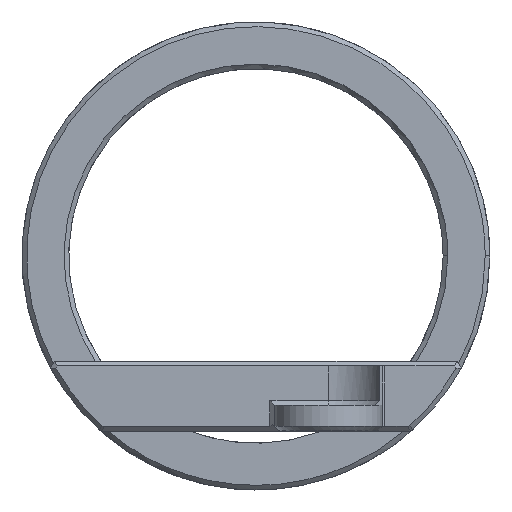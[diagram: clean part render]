
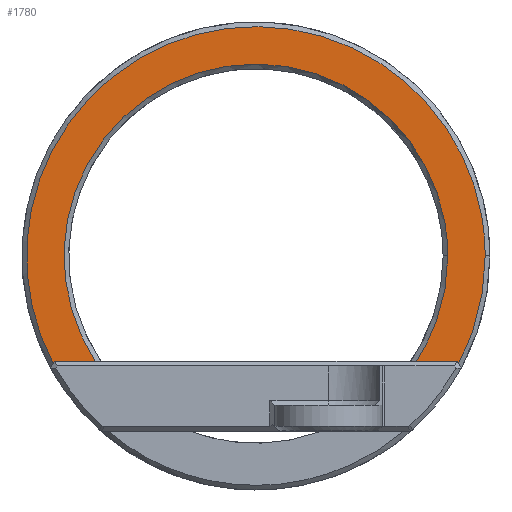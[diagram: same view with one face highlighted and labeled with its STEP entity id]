
A CAD part, top view. The second image highlights one B-rep face of the part: STEP entity #1780.
In plain terms, the highlighted free-form (B-spline) face has degree [1, 1] with [2, 2] control points.
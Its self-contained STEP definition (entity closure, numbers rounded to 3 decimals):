
#380 = VERTEX_POINT('',#381);
#381 = CARTESIAN_POINT('',(52.918,-28.093,
    8.559));
#405 = VERTEX_POINT('',#406);
#406 = CARTESIAN_POINT('',(59.913,0.,
    8.559));
#411 = EDGE_CURVE('',#405,#380,#412,.T.);
#412 = ( BOUNDED_CURVE() B_SPLINE_CURVE(2,(#413,#414,#415,#416,#417),
.UNSPECIFIED.,.F.,.F.) B_SPLINE_CURVE_WITH_KNOTS((3,2,3),(
    178.447,201.818,202.356),.UNSPECIFIED.) 
CURVE() GEOMETRIC_REPRESENTATION_ITEM() RATIONAL_B_SPLINE_CURVE((1.,
0.972,1.,1.,1.)) REPRESENTATION_ITEM('') );
#413 = CARTESIAN_POINT('',(59.913,0.,
    8.559));
#414 = CARTESIAN_POINT('',(59.913,-14.569,
    8.559));
#415 = CARTESIAN_POINT('',(53.223,-27.511,
    8.559));
#416 = CARTESIAN_POINT('',(53.072,-27.803,
    8.559));
#417 = CARTESIAN_POINT('',(52.918,-28.093,
    8.559));
#430 = VERTEX_POINT('',#431);
#431 = CARTESIAN_POINT('',(-52.918,-28.093,
    8.559));
#440 = EDGE_CURVE('',#430,#405,#441,.T.);
#441 = ( BOUNDED_CURVE() B_SPLINE_CURVE(2,(#442,#443,#444,#445,#446,#447
    ,#448,#449,#450,#451,#452),.UNSPECIFIED.,.F.,.F.) 
B_SPLINE_CURVE_WITH_KNOTS((3,2,2,2,2,3),(0.595,1.133,
    45.04,89.503,133.966,178.428),
.UNSPECIFIED.) CURVE() GEOMETRIC_REPRESENTATION_ITEM() 
RATIONAL_B_SPLINE_CURVE((1.,1.,1.,0.901,1.,
    0.899,1.,0.899,1.,0.899,1.)) 
REPRESENTATION_ITEM('') );
#442 = CARTESIAN_POINT('',(-52.918,-28.093,
    8.559));
#443 = CARTESIAN_POINT('',(-53.072,-27.803,
    8.559));
#444 = CARTESIAN_POINT('',(-53.223,-27.511,
    8.559));
#445 = CARTESIAN_POINT('',(-66.452,-1.918,8.559
    ));
#446 = CARTESIAN_POINT('',(-54.721,24.395,
    8.559));
#447 = CARTESIAN_POINT('',(-42.825,51.079,
    8.559));
#448 = CARTESIAN_POINT('',(-14.475,58.138,
    8.559));
#449 = CARTESIAN_POINT('',(13.875,65.196,
    8.559));
#450 = CARTESIAN_POINT('',(36.894,47.206,8.559
    ));
#451 = CARTESIAN_POINT('',(59.913,29.215,
    8.559));
#452 = CARTESIAN_POINT('',(59.913,0.,
    8.559));
#1382 = VERTEX_POINT('',#1383);
#1383 = CARTESIAN_POINT('',(52.573,-27.511,
    8.559));
#1392 = EDGE_CURVE('',#1382,#380,#1393,.T.);
#1393 = B_SPLINE_CURVE_WITH_KNOTS('',1,(#1394,#1395),.UNSPECIFIED.,.F.,
  .F.,(2,2),(5.891,6.444),.PIECEWISE_BEZIER_KNOTS.);
#1394 = CARTESIAN_POINT('',(52.573,-27.511,
    8.559));
#1395 = CARTESIAN_POINT('',(52.918,-28.093,
    8.559));
#1405 = EDGE_CURVE('',#430,#1406,#1408,.T.);
#1406 = VERTEX_POINT('',#1407);
#1407 = CARTESIAN_POINT('',(-52.573,-27.511,
    8.559));
#1408 = B_SPLINE_CURVE_WITH_KNOTS('',1,(#1409,#1410),.UNSPECIFIED.,.F.,
  .F.,(2,2),(1.167,1.72),.PIECEWISE_BEZIER_KNOTS.);
#1409 = CARTESIAN_POINT('',(-52.918,-28.093,
    8.559));
#1410 = CARTESIAN_POINT('',(-52.573,-27.511,
    8.559));
#1429 = EDGE_CURVE('',#1430,#1432,#1434,.T.);
#1430 = VERTEX_POINT('',#1431);
#1431 = CARTESIAN_POINT('',(50.131,0.,
    8.559));
#1432 = VERTEX_POINT('',#1433);
#1433 = CARTESIAN_POINT('',(41.908,-27.511,
    8.559));
#1434 = ( BOUNDED_CURVE() B_SPLINE_CURVE(2,(#1435,#1436,#1437,#1438,
#1439),.UNSPECIFIED.,.F.,.F.) B_SPLINE_CURVE_WITH_KNOTS((3,2,3),(0.,
23.222,23.795),.UNSPECIFIED.) CURVE() 
GEOMETRIC_REPRESENTATION_ITEM() RATIONAL_B_SPLINE_CURVE((1.,
0.96,1.,1.,1.)) REPRESENTATION_ITEM('') );
#1435 = CARTESIAN_POINT('',(50.131,0.,
    8.559));
#1436 = CARTESIAN_POINT('',(50.131,-14.589,
    8.559));
#1437 = CARTESIAN_POINT('',(42.303,-26.9,
    8.559));
#1438 = CARTESIAN_POINT('',(42.108,-27.207,
    8.559));
#1439 = CARTESIAN_POINT('',(41.908,-27.511,
    8.559));
#1488 = VERTEX_POINT('',#1489);
#1489 = CARTESIAN_POINT('',(-41.908,-27.511,
    8.559));
#1509 = EDGE_CURVE('',#1488,#1430,#1510,.T.);
#1510 = ( BOUNDED_CURVE() B_SPLINE_CURVE(2,(#1511,#1512,#1513,#1514,
    #1515,#1516,#1517,#1518,#1519,#1520,#1521),.UNSPECIFIED.,.F.,.F.) 
B_SPLINE_CURVE_WITH_KNOTS((3,2,2,2,2,3),(106.086,106.694
    ,144.701,182.707,220.714,258.72),
.UNSPECIFIED.) CURVE() GEOMETRIC_REPRESENTATION_ITEM() 
RATIONAL_B_SPLINE_CURVE((1.,1.,1.,0.894,1.,
    0.894,1.,0.894,1.,0.894,1.)) 
REPRESENTATION_ITEM('') );
#1511 = CARTESIAN_POINT('',(-41.908,-27.511,
    8.559));
#1512 = CARTESIAN_POINT('',(-42.108,-27.207,
    8.559));
#1513 = CARTESIAN_POINT('',(-42.303,-26.9,
    8.559));
#1514 = CARTESIAN_POINT('',(-55.748,-5.756,
    8.559));
#1515 = CARTESIAN_POINT('',(-46.907,17.688,
    8.559));
#1516 = CARTESIAN_POINT('',(-38.066,41.133,
    8.559));
#1517 = CARTESIAN_POINT('',(-14.008,48.134,
    8.559));
#1518 = CARTESIAN_POINT('',(10.05,55.135,
    8.559));
#1519 = CARTESIAN_POINT('',(30.091,40.096,
    8.559));
#1520 = CARTESIAN_POINT('',(50.131,25.056,
    8.559));
#1521 = CARTESIAN_POINT('',(50.131,0.,
    8.559));
#1561 = EDGE_CURVE('',#1488,#1406,#1562,.T.);
#1562 = B_SPLINE_CURVE_WITH_KNOTS('',1,(#1563,#1564),.UNSPECIFIED.,.F.,
  .F.,(2,2),(83.162,91.885),.PIECEWISE_BEZIER_KNOTS.);
#1563 = CARTESIAN_POINT('',(-41.908,-27.511,
    8.559));
#1564 = CARTESIAN_POINT('',(-52.573,-27.511,
    8.559));
#1569 = EDGE_CURVE('',#1382,#1432,#1570,.T.);
#1570 = B_SPLINE_CURVE_WITH_KNOTS('',1,(#1571,#1572),.UNSPECIFIED.,.F.,
  .F.,(2,2),(5.891,14.613),.PIECEWISE_BEZIER_KNOTS.);
#1571 = CARTESIAN_POINT('',(52.573,-27.511,
    8.559));
#1572 = CARTESIAN_POINT('',(41.908,-27.511,
    8.559));
#1780 = ADVANCED_FACE('',(#1781),#1791,.T.);
#1781 = FACE_BOUND('',#1782,.T.);
#1782 = EDGE_LOOP('',(#1783,#1784,#1785,#1786,#1787,#1788,#1789,#1790));
#1783 = ORIENTED_EDGE('',*,*,#440,.F.);
#1784 = ORIENTED_EDGE('',*,*,#1405,.T.);
#1785 = ORIENTED_EDGE('',*,*,#1561,.F.);
#1786 = ORIENTED_EDGE('',*,*,#1509,.T.);
#1787 = ORIENTED_EDGE('',*,*,#1429,.T.);
#1788 = ORIENTED_EDGE('',*,*,#1569,.F.);
#1789 = ORIENTED_EDGE('',*,*,#1392,.T.);
#1790 = ORIENTED_EDGE('',*,*,#411,.F.);
#1791 = B_SPLINE_SURFACE_WITH_KNOTS('',1,1,(
    (#1792,#1793)
    ,(#1794,#1795
    )),.UNSPECIFIED.,.F.,.F.,.F.,(2,2),(2,2),(-4.368,
    98.98),(0.72,77.017),
  .PIECEWISE_BEZIER_KNOTS.);
#1792 = CARTESIAN_POINT('',(-66.452,-28.093,
    8.559));
#1793 = CARTESIAN_POINT('',(-66.452,65.196,
    8.559));
#1794 = CARTESIAN_POINT('',(59.913,-28.093,
    8.559));
#1795 = CARTESIAN_POINT('',(59.913,65.196,
    8.559));
